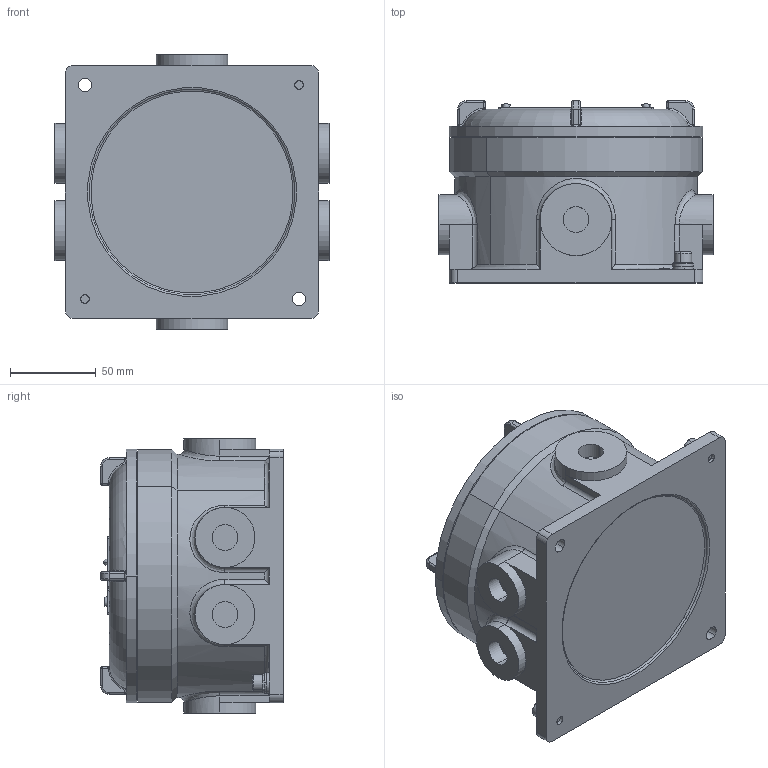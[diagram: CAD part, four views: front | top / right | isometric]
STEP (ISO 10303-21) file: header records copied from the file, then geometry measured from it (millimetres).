
FILE_DESCRIPTION (( 'STEP AP203' ), '1' );
FILE_NAME ('40101013.step', '2019-04-15T13:58:51', ( '' ), ( '' ), 'SwSTEP 2.0', 'SolidWorks 2018', '' );
FILE_SCHEMA (( 'CONFIG_CONTROL_DESIGN' ));
Length unit declared in the file: millimetre
Products named in the file (16): 40301013; 98086; 93414; 93412_PreviewCfg; 92780; 70951; 93428_DIN 912 M6 x 10 --- 10N; 92782; 40000036126_2g; 98063; 92783; 98646; 92081; 70901; 40101013; 82455
Assembly tree (32 placements, depth 2):
  92782
  40000036126_2g
  40101013
    70901
    82455
    40301013
    98063  x9
    93428_DIN 912 M6 x 10 --- 10N  x6
    98086  x3
    92081  x3
    70951
    92783
    93414  x2
    92780
    93412_PreviewCfg  x2
    98646
Bounding box: 160 x 106.5 x 160 mm (x, y, z)
Volume: 726983.3 mm3; surface area: 226257 mm2
Topology: 32 solids, 32 shells, 1055 faces, 2529 edges, 1545 vertices
Faces by surface type: plane 419, cylinder 346, bspline 136, torus 92, cone 54, sphere 8
Entity records: 31346 total; most frequent: CARTESIAN_POINT 13142, ORIENTED_EDGE 3400, DIRECTION 3247, EDGE_CURVE 1700, AXIS2_PLACEMENT_3D 1242, VERTEX_POINT 1054, EDGE_LOOP 788, VECTOR 763
